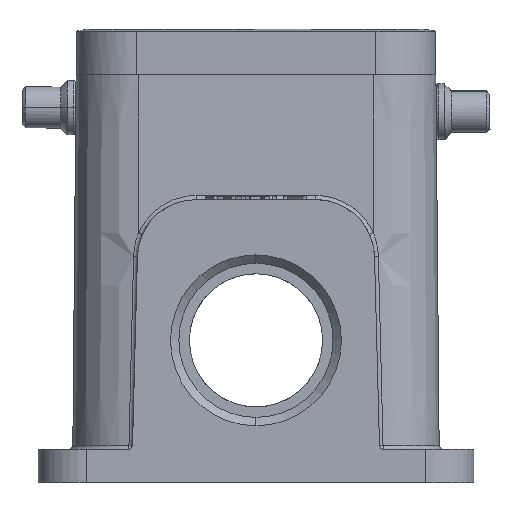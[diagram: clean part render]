
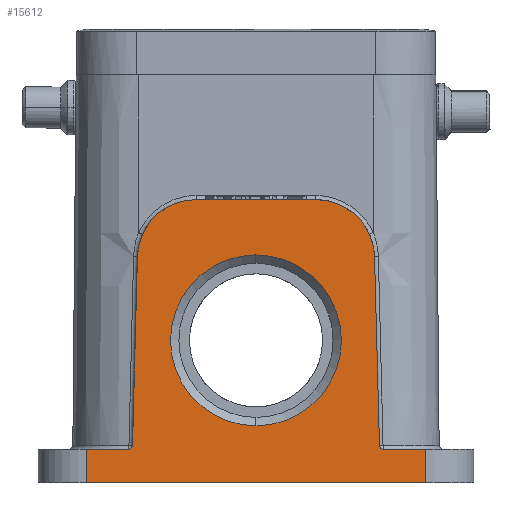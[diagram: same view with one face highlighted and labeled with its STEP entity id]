
A CAD part, left-side view. The second image highlights one B-rep face of the part: STEP entity #15612.
In plain terms, the highlighted planar face has unit normal (-1, 0, 0).
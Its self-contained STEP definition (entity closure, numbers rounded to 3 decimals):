
#586=CARTESIAN_POINT('',(-47.,-127.151,25.914));
#587=DIRECTION('',(1.,0.,0.));
#588=DIRECTION('',(0.,0.,1.));
#589=AXIS2_PLACEMENT_3D('',#586,#587,#588);
#591=DIRECTION('',(0.,-0.026,-1.));
#592=VECTOR('',#591,22.504);
#593=CARTESIAN_POINT('',(-47.,-134.148,26.097));
#594=LINE('',#593,#592);
#595=CARTESIAN_POINT('',(-47.,-135.237,3.614));
#596=DIRECTION('',(-1.,0.,0.));
#597=DIRECTION('',(0.,1.,-0.026));
#598=AXIS2_PLACEMENT_3D('',#595,#596,#597);
#600=DIRECTION('',(0.,-1.,0.));
#601=VECTOR('',#600,5.013);
#602=CARTESIAN_POINT('',(-47.,-135.237,3.114));
#603=LINE('',#602,#601);
#604=DIRECTION('',(0.,-1.,0.));
#605=VECTOR('',#604,5.013);
#606=CARTESIAN_POINT('',(-47.,-99.75,3.114));
#607=LINE('',#606,#605);
#608=CARTESIAN_POINT('',(-47.,-104.763,3.614));
#609=DIRECTION('',(-1.,0.,0.));
#610=DIRECTION('',(0.,0.,-1.));
#611=AXIS2_PLACEMENT_3D('',#608,#609,#610);
#613=DIRECTION('',(0.,-0.026,1.));
#614=VECTOR('',#613,22.504);
#615=CARTESIAN_POINT('',(-47.,-105.263,3.601));
#616=LINE('',#615,#614);
#617=CARTESIAN_POINT('',(-47.,-112.849,25.914));
#618=DIRECTION('',(1.,0.,0.));
#619=DIRECTION('',(0.,1.,0.026));
#620=AXIS2_PLACEMENT_3D('',#617,#618,#619);
#622=CARTESIAN_POINT('',(-47.,-120.,16.114));
#623=DIRECTION('',(-1.,0.,0.));
#624=DIRECTION('',(0.,0.,-1.));
#625=AXIS2_PLACEMENT_3D('',#622,#623,#624);
#627=CARTESIAN_POINT('',(-47.,-120.,16.114));
#628=DIRECTION('',(-1.,0.,0.));
#629=DIRECTION('',(0.,0.,1.));
#630=AXIS2_PLACEMENT_3D('',#627,#628,#629);
#713=DIRECTION('',(0.,-1.,0.));
#714=VECTOR('',#713,40.5);
#715=CARTESIAN_POINT('',(-47.,-99.75,
-0.886));
#716=LINE('',#715,#714);
#11850=DIRECTION('',(0.,1.,0.));
#11851=VECTOR('',#11850,14.301);
#11852=CARTESIAN_POINT('',(-47.,-127.151,32.914));
#11853=LINE('',#11852,#11851);
#12555=DIRECTION('',(0.,0.,-1.));
#12556=VECTOR('',#12555,4.);
#12557=CARTESIAN_POINT('',(-47.,-99.75,
3.114));
#12558=LINE('',#12557,#12556);
#12567=DIRECTION('',(0.,0.,1.));
#12568=VECTOR('',#12567,4.);
#12569=CARTESIAN_POINT('',(-47.,-140.25,-0.886));
#12570=LINE('',#12569,#12568);
#13304=CARTESIAN_POINT('',(-47.,-104.763,
3.114));
#13305=VERTEX_POINT('',#13304);
#13306=CARTESIAN_POINT('',(-47.,-99.75,
3.114));
#13307=VERTEX_POINT('',#13306);
#13875=CARTESIAN_POINT('',(-47.,-120.,5.914));
#13876=CARTESIAN_POINT('',(-47.,-120.,26.314));
#13877=VERTEX_POINT('',#13875);
#13878=VERTEX_POINT('',#13876);
#13879=CARTESIAN_POINT('',(-47.,-127.151,32.914));
#13880=CARTESIAN_POINT('',(-47.,-134.148,
26.097));
#13881=VERTEX_POINT('',#13879);
#13882=VERTEX_POINT('',#13880);
#13883=CARTESIAN_POINT('',(-47.,-134.737,
3.601));
#13884=VERTEX_POINT('',#13883);
#13885=CARTESIAN_POINT('',(-47.,-135.237,3.114));
#13886=VERTEX_POINT('',#13885);
#13887=CARTESIAN_POINT('',(-47.,-140.25,3.114));
#13888=VERTEX_POINT('',#13887);
#13889=CARTESIAN_POINT('',(-47.,-140.25,-0.886));
#13890=VERTEX_POINT('',#13889);
#13891=CARTESIAN_POINT('',(-47.,-99.75,
-0.886));
#13892=VERTEX_POINT('',#13891);
#13893=CARTESIAN_POINT('',(-47.,-105.263,
3.601));
#13894=VERTEX_POINT('',#13893);
#13895=CARTESIAN_POINT('',(-47.,-105.852,
26.097));
#13896=VERTEX_POINT('',#13895);
#13897=CARTESIAN_POINT('',(-47.,-112.849,32.914));
#13898=VERTEX_POINT('',#13897);
#15578=CARTESIAN_POINT('',(-47.,-146.,-0.886));
#15579=DIRECTION('',(-1.,0.,0.));
#15580=DIRECTION('',(0.,1.,0.));
#15581=AXIS2_PLACEMENT_3D('',#15578,#15579,#15580);
#15582=PLANE('',#15581);
#15583=ORIENTED_EDGE('',*,*,#15458,.T.);
#15584=ORIENTED_EDGE('',*,*,#15570,.T.);
#15585=ORIENTED_EDGE('',*,*,#15559,.T.);
#15587=ORIENTED_EDGE('',*,*,#15586,.T.);
#15589=ORIENTED_EDGE('',*,*,#15588,.F.);
#15591=ORIENTED_EDGE('',*,*,#15590,.F.);
#15593=ORIENTED_EDGE('',*,*,#15592,.F.);
#15595=ORIENTED_EDGE('',*,*,#15594,.T.);
#15597=ORIENTED_EDGE('',*,*,#15596,.T.);
#15599=ORIENTED_EDGE('',*,*,#15598,.T.);
#15601=ORIENTED_EDGE('',*,*,#15600,.T.);
#15603=ORIENTED_EDGE('',*,*,#15602,.F.);
#15604=EDGE_LOOP('',(#15583,#15584,#15585,#15587,#15589,#15591,#15593,#15595,
#15597,#15599,#15601,#15603));
#15605=FACE_OUTER_BOUND('',#15604,.F.);
#15607=ORIENTED_EDGE('',*,*,#15606,.T.);
#15609=ORIENTED_EDGE('',*,*,#15608,.T.);
#15610=EDGE_LOOP('',(#15607,#15609));
#15611=FACE_BOUND('',#15610,.F.);
#15612=ADVANCED_FACE('',(#15605,#15611),#15582,.T.);
#590=CIRCLE('',#589,7.);
#599=CIRCLE('',#598,0.5);
#612=CIRCLE('',#611,0.5);
#621=CIRCLE('',#620,7.);
#626=CIRCLE('',#625,10.2);
#631=CIRCLE('',#630,10.2);
#15458=EDGE_CURVE('',#13881,#13882,#590,.T.);
#15559=EDGE_CURVE('',#13884,#13886,#599,.T.);
#15570=EDGE_CURVE('',#13882,#13884,#594,.T.);
#15586=EDGE_CURVE('',#13886,#13888,#603,.T.);
#15588=EDGE_CURVE('',#13890,#13888,#12570,.T.);
#15590=EDGE_CURVE('',#13892,#13890,#716,.T.);
#15592=EDGE_CURVE('',#13307,#13892,#12558,.T.);
#15594=EDGE_CURVE('',#13307,#13305,#607,.T.);
#15596=EDGE_CURVE('',#13305,#13894,#612,.T.);
#15598=EDGE_CURVE('',#13894,#13896,#616,.T.);
#15600=EDGE_CURVE('',#13896,#13898,#621,.T.);
#15602=EDGE_CURVE('',#13881,#13898,#11853,.T.);
#15606=EDGE_CURVE('',#13877,#13878,#626,.T.);
#15608=EDGE_CURVE('',#13878,#13877,#631,.T.);
